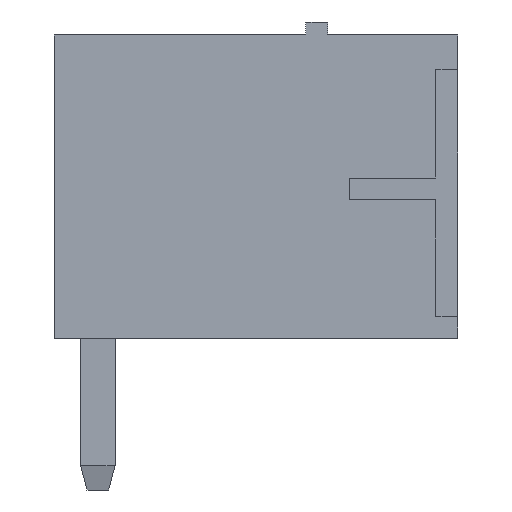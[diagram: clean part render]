
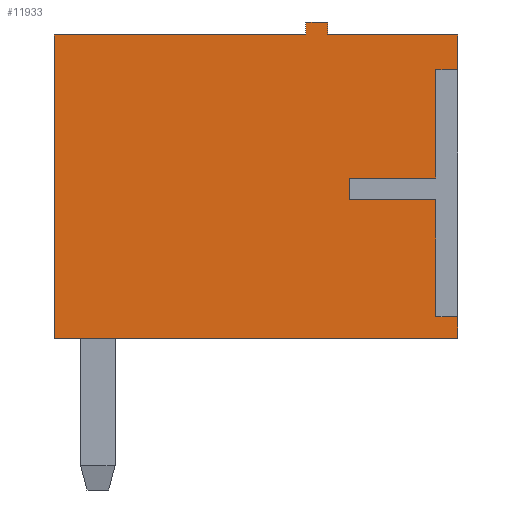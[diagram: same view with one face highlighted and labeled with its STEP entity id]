
A CAD part, left-side view. The second image highlights one B-rep face of the part: STEP entity #11933.
In plain terms, the highlighted planar face has unit normal (-1, 0, 0).
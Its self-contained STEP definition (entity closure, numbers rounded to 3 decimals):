
#619=FACE_OUTER_BOUND('',#1310,.T.);
#1310=EDGE_LOOP('',(#9601,#9602,#9603,#9604,#9605,#9606,#9607,#9608,#9609,
#9610,#9611,#9612,#9613,#9614,#9615,#9616));
#1750=LINE('',#16259,#3295);
#1924=LINE('',#16648,#3469);
#2463=LINE('',#17753,#4008);
#2467=LINE('',#17760,#4012);
#2685=LINE('',#18260,#4230);
#2691=LINE('',#18272,#4236);
#2692=LINE('',#18274,#4237);
#2694=LINE('',#18277,#4239);
#2696=LINE('',#18281,#4241);
#2699=LINE('',#18287,#4244);
#2702=LINE('',#18292,#4247);
#2704=LINE('',#18297,#4249);
#2705=LINE('',#18299,#4250);
#2706=LINE('',#18301,#4251);
#2707=LINE('',#18302,#4252);
#2708=LINE('',#18303,#4253);
#3295=VECTOR('',#13255,5.8);
#3469=VECTOR('',#13509,9.3);
#4008=VECTOR('',#14456,0.8);
#4012=VECTOR('',#14460,0.5);
#4230=VECTOR('',#14956,2.7);
#4236=VECTOR('',#14964,2.5);
#4237=VECTOR('',#14967,0.5);
#4239=VECTOR('',#14971,0.5);
#4241=VECTOR('',#14975,2.);
#4244=VECTOR('',#14980,0.5);
#4247=VECTOR('',#14985,2.);
#4249=VECTOR('',#14991,3.);
#4250=VECTOR('',#14992,0.3);
#4251=VECTOR('',#14993,0.5);
#4252=VECTOR('',#14994,0.3);
#4253=VECTOR('',#14995,7.);
#4756=VERTEX_POINT('',#16252);
#4759=VERTEX_POINT('',#16257);
#4932=VERTEX_POINT('',#16644);
#4934=VERTEX_POINT('',#16647);
#5295=VERTEX_POINT('',#17750);
#5296=VERTEX_POINT('',#17752);
#5299=VERTEX_POINT('',#17758);
#5440=VERTEX_POINT('',#18256);
#5442=VERTEX_POINT('',#18259);
#5444=VERTEX_POINT('',#18265);
#5447=VERTEX_POINT('',#18270);
#5448=VERTEX_POINT('',#18280);
#5450=VERTEX_POINT('',#18286);
#5452=VERTEX_POINT('',#18296);
#5453=VERTEX_POINT('',#18298);
#5454=VERTEX_POINT('',#18300);
#5895=EDGE_CURVE('',#4759,#4756,#1750,.T.);
#6069=EDGE_CURVE('',#4932,#4934,#1924,.T.);
#6634=EDGE_CURVE('',#5295,#5296,#2463,.T.);
#6638=EDGE_CURVE('',#5299,#4932,#2467,.T.);
#6875=EDGE_CURVE('',#5442,#5440,#2685,.T.);
#6881=EDGE_CURVE('',#5444,#5447,#2691,.T.);
#6882=EDGE_CURVE('',#5447,#5296,#2692,.T.);
#6884=EDGE_CURVE('',#5299,#5442,#2694,.T.);
#6886=EDGE_CURVE('',#5448,#5444,#2696,.T.);
#6889=EDGE_CURVE('',#5450,#5448,#2699,.T.);
#6892=EDGE_CURVE('',#5440,#5450,#2702,.T.);
#6894=EDGE_CURVE('',#5452,#5295,#2704,.T.);
#6895=EDGE_CURVE('',#5453,#5452,#2705,.T.);
#6896=EDGE_CURVE('',#5454,#5453,#2706,.T.);
#6897=EDGE_CURVE('',#4756,#5454,#2707,.T.);
#6898=EDGE_CURVE('',#4934,#4759,#2708,.T.);
#9601=ORIENTED_EDGE('',*,*,#6884,.T.);
#9602=ORIENTED_EDGE('',*,*,#6875,.T.);
#9603=ORIENTED_EDGE('',*,*,#6892,.T.);
#9604=ORIENTED_EDGE('',*,*,#6889,.T.);
#9605=ORIENTED_EDGE('',*,*,#6886,.T.);
#9606=ORIENTED_EDGE('',*,*,#6881,.T.);
#9607=ORIENTED_EDGE('',*,*,#6882,.T.);
#9608=ORIENTED_EDGE('',*,*,#6634,.F.);
#9609=ORIENTED_EDGE('',*,*,#6894,.F.);
#9610=ORIENTED_EDGE('',*,*,#6895,.F.);
#9611=ORIENTED_EDGE('',*,*,#6896,.F.);
#9612=ORIENTED_EDGE('',*,*,#6897,.F.);
#9613=ORIENTED_EDGE('',*,*,#5895,.F.);
#9614=ORIENTED_EDGE('',*,*,#6898,.F.);
#9615=ORIENTED_EDGE('',*,*,#6069,.F.);
#9616=ORIENTED_EDGE('',*,*,#6638,.F.);
#10880=PLANE('',#12607);
#11933=ADVANCED_FACE('',(#619),#10880,.T.);
#12607=AXIS2_PLACEMENT_3D('',#18295,#14989,#14990);
#13255=DIRECTION('',(0.,-1.,0.));
#13509=DIRECTION('',(0.,1.,0.));
#14456=DIRECTION('',(0.,0.,-1.));
#14460=DIRECTION('',(0.,0.,-1.));
#14956=DIRECTION('',(0.,0.,1.));
#14964=DIRECTION('',(0.,0.,1.));
#14967=DIRECTION('',(0.,-1.,0.));
#14971=DIRECTION('',(0.,1.,0.));
#14975=DIRECTION('',(0.,-1.,0.));
#14980=DIRECTION('',(0.,0.,1.));
#14985=DIRECTION('',(0.,1.,0.));
#14989=DIRECTION('center_axis',(-1.,0.,0.));
#14990=DIRECTION('ref_axis',(0.,0.,-1.));
#14991=DIRECTION('',(0.,-1.,0.));
#14992=DIRECTION('',(0.,0.,-1.));
#14993=DIRECTION('',(0.,-1.,0.));
#14994=DIRECTION('',(0.,0.,1.));
#14995=DIRECTION('',(0.,0.,1.));
#16252=CARTESIAN_POINT('',(-17.495,-4.8,7.));
#16257=CARTESIAN_POINT('',(-17.495,1.,7.));
#16259=CARTESIAN_POINT('',(-17.495,-0.5,7.));
#16644=CARTESIAN_POINT('',(-17.495,-8.3,0.));
#16647=CARTESIAN_POINT('',(-17.495,1.,0.));
#16648=CARTESIAN_POINT('',(-17.495,-0.5,0.));
#17750=CARTESIAN_POINT('',(-17.495,-8.3,7.));
#17752=CARTESIAN_POINT('',(-17.495,-8.3,6.2));
#17753=CARTESIAN_POINT('',(-17.495,-8.3,7.));
#17758=CARTESIAN_POINT('',(-17.495,-8.3,0.5));
#17760=CARTESIAN_POINT('',(-17.495,-8.3,7.));
#18256=CARTESIAN_POINT('',(-17.495,-7.8,3.2));
#18259=CARTESIAN_POINT('',(-17.495,-7.8,0.5));
#18260=CARTESIAN_POINT('',(-17.495,-7.8,3.75));
#18265=CARTESIAN_POINT('',(-17.495,-7.8,3.7));
#18270=CARTESIAN_POINT('',(-17.495,-7.8,6.2));
#18272=CARTESIAN_POINT('',(-17.495,-7.8,3.75));
#18274=CARTESIAN_POINT('',(-17.495,-4.15,6.2));
#18277=CARTESIAN_POINT('',(-17.495,-4.4,0.5));
#18280=CARTESIAN_POINT('',(-17.495,-5.8,3.7));
#18281=CARTESIAN_POINT('',(-17.495,-3.15,3.7));
#18286=CARTESIAN_POINT('',(-17.495,-5.8,3.2));
#18287=CARTESIAN_POINT('',(-17.495,-5.8,5.1));
#18292=CARTESIAN_POINT('',(-17.495,-4.15,3.2));
#18295=CARTESIAN_POINT('Origin',(-17.495,-0.5,7.));
#18296=CARTESIAN_POINT('',(-17.495,-5.3,7.));
#18297=CARTESIAN_POINT('',(-17.495,-0.5,7.));
#18298=CARTESIAN_POINT('',(-17.495,-5.3,7.3));
#18299=CARTESIAN_POINT('',(-17.495,-5.3,6.95));
#18300=CARTESIAN_POINT('',(-17.495,-4.8,7.3));
#18301=CARTESIAN_POINT('',(-17.495,-4.475,7.3));
#18302=CARTESIAN_POINT('',(-17.495,-4.8,7.1));
#18303=CARTESIAN_POINT('',(-17.495,1.,0.));
